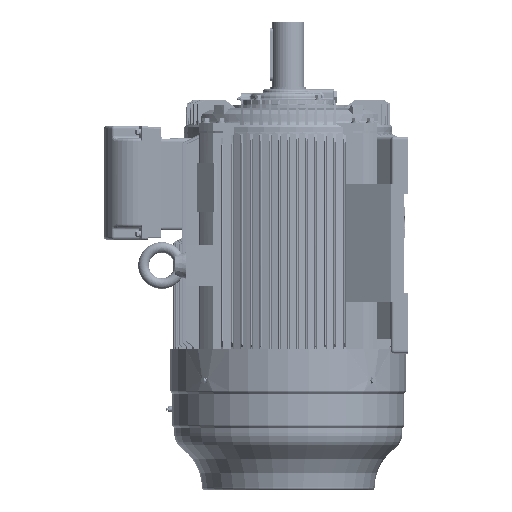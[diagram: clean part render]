
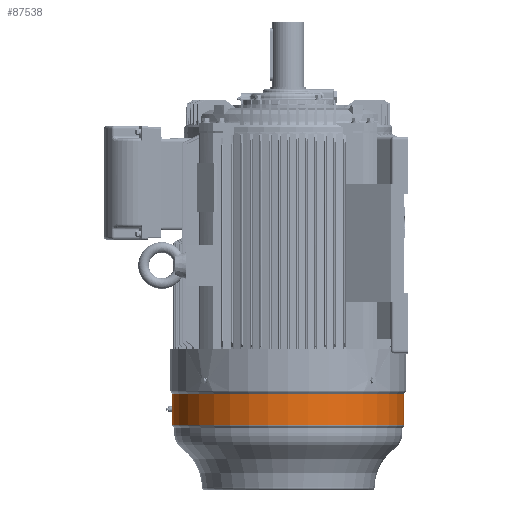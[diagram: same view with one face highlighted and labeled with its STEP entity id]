
A CAD part, left-side view. The second image highlights one B-rep face of the part: STEP entity #87538.
In plain terms, the highlighted cylindrical face has radius 305 mm (diameter 610 mm), a partial arc.
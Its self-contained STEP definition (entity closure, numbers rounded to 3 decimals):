
#16101 = CARTESIAN_POINT ( 'NONE',  ( 0., 0., 0. ) ) ;
#16102 = DIRECTION ( 'NONE',  ( -1., 0., 0. ) ) ;
#16103 = DIRECTION ( 'NONE',  ( 0., 0., 1. ) ) ;
#33826 = AXIS2_PLACEMENT_3D ( 'NONE', #77785, #77786, #77787 ) ;
#33837 = AXIS2_PLACEMENT_3D ( 'NONE', #77770, #77774, #77775 ) ;
#33903 = VECTOR ( 'NONE', #78173, 1000. ) ;
#33905 = VECTOR ( 'NONE', #78178, 1000. ) ;
#33906 = VECTOR ( 'NONE', #78271, 1000. ) ;
#34175 = CARTESIAN_POINT ( 'NONE',  ( 172., 0., 305. ) ) ;
#34176 = CARTESIAN_POINT ( 'NONE',  ( 142., 0., 305. ) ) ;
#34215 = CARTESIAN_POINT ( 'NONE',  ( 116.687, 0., 305. ) ) ;
#34216 = CARTESIAN_POINT ( 'NONE',  ( 116.687, 0., -305. ) ) ;
#34219 = CARTESIAN_POINT ( 'NONE',  ( 199.636, 0., -305. ) ) ;
#34220 = CARTESIAN_POINT ( 'NONE',  ( 199.636, 0., 305. ) ) ;
#38984 = CIRCLE ( 'NONE', #33837, 305. ) ;
#38987 = CIRCLE ( 'NONE', #33826, 305. ) ;
#59056 = B_SPLINE_CURVE_WITH_KNOTS ( 'NONE', 3,
 ( #78162, #78180, #78182, #78183, #78185, #78187, #78189, #78190, #78192, #78194, #78196, #78198, #78199, #78201, #78203, #78205, #78207, #78208, #78210, #78212, #78214, #78215, #78217, #78219, #78221, #78222, #78224, #78226, #78228, #78230, #78231, #78233, #78235, #78237, #78239, #78240, #78242, #78244, #78246, #78247, #78249, #78251, #78253, #78254, #78256, #78258, #78260, #78262, #78263 ),
 .UNSPECIFIED., .F., .F.,
 ( 4, 2, 2, 2, 2, 2, 2, 2, 2, 1, 2, 2, 2, 2, 2, 2, 2, 2, 2, 2, 2, 2, 2, 2, 4 ),
 ( 0., 0.003, 0.004, 0.006, 0.009, 0.01, 0.012, 0.015, 0.016, 0.018, 0.019, 0.021, 0.023, 0.025, 0.026, 0.029, 0.031, 0.032, 0.035, 0.038, 0.04, 0.041, 0.044, 0.045, 0.047 ),
 .UNSPECIFIED. ) ;
#77770 = CARTESIAN_POINT ( 'NONE',  ( 116.687, 0., 0. ) ) ;
#77774 = DIRECTION ( 'NONE',  ( -1., 0., 0. ) ) ;
#77775 = DIRECTION ( 'NONE',  ( 0., 0., 1. ) ) ;
#77785 = CARTESIAN_POINT ( 'NONE',  ( 199.636, 0., 0. ) ) ;
#77786 = DIRECTION ( 'NONE',  ( -1., 0., 0. ) ) ;
#77787 = DIRECTION ( 'NONE',  ( 0., 0., 1. ) ) ;
#78162 = CARTESIAN_POINT ( 'NONE',  ( 172., 0., 305. ) ) ;
#78169 = LINE ( 'NONE', #78171, #33903 ) ;
#78171 = CARTESIAN_POINT ( 'NONE',  ( 0., 0., -305. ) ) ;
#78173 = DIRECTION ( 'NONE',  ( -1., 0., 0. ) ) ;
#78175 = LINE ( 'NONE', #78176, #33905 ) ;
#78176 = CARTESIAN_POINT ( 'NONE',  ( 0., 0., 305. ) ) ;
#78178 = DIRECTION ( 'NONE',  ( -1., 0., 0. ) ) ;
#78180 = CARTESIAN_POINT ( 'NONE',  ( 172., 0.991, 305. ) ) ;
#78182 = CARTESIAN_POINT ( 'NONE',  ( 171.903, 1.966, 304.995 ) ) ;
#78183 = CARTESIAN_POINT ( 'NONE',  ( 171.617, 3.404, 304.981 ) ) ;
#78185 = CARTESIAN_POINT ( 'NONE',  ( 171.498, 3.879, 304.976 ) ) ;
#78187 = CARTESIAN_POINT ( 'NONE',  ( 171.212, 4.822, 304.962 ) ) ;
#78189 = CARTESIAN_POINT ( 'NONE',  ( 171.045, 5.29, 304.954 ) ) ;
#78190 = CARTESIAN_POINT ( 'NONE',  ( 170.48, 6.653, 304.929 ) ) ;
#78192 = CARTESIAN_POINT ( 'NONE',  ( 170.019, 7.514, 304.909 ) ) ;
#78194 = CARTESIAN_POINT ( 'NONE',  ( 169.202, 8.737, 304.875 ) ) ;
#78196 = CARTESIAN_POINT ( 'NONE',  ( 168.908, 9.135, 304.863 ) ) ;
#78198 = CARTESIAN_POINT ( 'NONE',  ( 168.281, 9.899, 304.84 ) ) ;
#78199 = CARTESIAN_POINT ( 'NONE',  ( 167.951, 10.263, 304.827 ) ) ;
#78201 = CARTESIAN_POINT ( 'NONE',  ( 166.913, 11.3, 304.791 ) ) ;
#78203 = CARTESIAN_POINT ( 'NONE',  ( 166.157, 11.921, 304.767 ) ) ;
#78205 = CARTESIAN_POINT ( 'NONE',  ( 164.927, 12.744, 304.734 ) ) ;
#78207 = CARTESIAN_POINT ( 'NONE',  ( 164.501, 12.999, 304.723 ) ) ;
#78208 = CARTESIAN_POINT ( 'NONE',  ( 163.635, 13.462, 304.703 ) ) ;
#78210 = CARTESIAN_POINT ( 'NONE',  ( 162.751, 13.88, 304.684 ) ) ;
#78212 = CARTESIAN_POINT ( 'NONE',  ( 161.83, 14.209, 304.669 ) ) ;
#78214 = CARTESIAN_POINT ( 'NONE',  ( 160.891, 14.495, 304.655 ) ) ;
#78215 = CARTESIAN_POINT ( 'NONE',  ( 160.41, 14.616, 304.65 ) ) ;
#78217 = CARTESIAN_POINT ( 'NONE',  ( 158.957, 14.904, 304.636 ) ) ;
#78219 = CARTESIAN_POINT ( 'NONE',  ( 157.984, 15., 304.631 ) ) ;
#78221 = CARTESIAN_POINT ( 'NONE',  ( 156.516, 15., 304.631 ) ) ;
#78222 = CARTESIAN_POINT ( 'NONE',  ( 156.026, 14.976, 304.632 ) ) ;
#78224 = CARTESIAN_POINT ( 'NONE',  ( 155.042, 14.88, 304.637 ) ) ;
#78226 = CARTESIAN_POINT ( 'NONE',  ( 154.552, 14.807, 304.64 ) ) ;
#78228 = CARTESIAN_POINT ( 'NONE',  ( 153.109, 14.52, 304.654 ) ) ;
#78230 = CARTESIAN_POINT ( 'NONE',  ( 152.174, 14.236, 304.668 ) ) ;
#78231 = CARTESIAN_POINT ( 'NONE',  ( 150.812, 13.673, 304.693 ) ) ;
#78233 = CARTESIAN_POINT ( 'NONE',  ( 150.362, 13.46, 304.703 ) ) ;
#78235 = CARTESIAN_POINT ( 'NONE',  ( 149.493, 12.996, 304.723 ) ) ;
#78237 = CARTESIAN_POINT ( 'NONE',  ( 149.073, 12.744, 304.734 ) ) ;
#78239 = CARTESIAN_POINT ( 'NONE',  ( 147.854, 11.929, 304.767 ) ) ;
#78240 = CARTESIAN_POINT ( 'NONE',  ( 147.096, 11.309, 304.791 ) ) ;
#78242 = CARTESIAN_POINT ( 'NONE',  ( 145.695, 9.909, 304.84 ) ) ;
#78244 = CARTESIAN_POINT ( 'NONE',  ( 145.074, 9.15, 304.864 ) ) ;
#78246 = CARTESIAN_POINT ( 'NONE',  ( 144.259, 7.932, 304.897 ) ) ;
#78247 = CARTESIAN_POINT ( 'NONE',  ( 144.007, 7.512, 304.908 ) ) ;
#78249 = CARTESIAN_POINT ( 'NONE',  ( 143.543, 6.644, 304.928 ) ) ;
#78251 = CARTESIAN_POINT ( 'NONE',  ( 143.33, 6.194, 304.937 ) ) ;
#78253 = CARTESIAN_POINT ( 'NONE',  ( 142.765, 4.831, 304.963 ) ) ;
#78254 = CARTESIAN_POINT ( 'NONE',  ( 142.482, 3.896, 304.977 ) ) ;
#78256 = CARTESIAN_POINT ( 'NONE',  ( 142.194, 2.454, 304.991 ) ) ;
#78258 = CARTESIAN_POINT ( 'NONE',  ( 142.121, 1.966, 304.994 ) ) ;
#78260 = CARTESIAN_POINT ( 'NONE',  ( 142.024, 0.981, 304.999 ) ) ;
#78262 = CARTESIAN_POINT ( 'NONE',  ( 142., 0.49, 305. ) ) ;
#78263 = CARTESIAN_POINT ( 'NONE',  ( 142., 0., 305. ) ) ;
#78267 = LINE ( 'NONE', #78269, #33906 ) ;
#78269 = CARTESIAN_POINT ( 'NONE',  ( 0., 0., 305. ) ) ;
#78271 = DIRECTION ( 'NONE',  ( -1., 0., 0. ) ) ;
#87538 = ADVANCED_FACE ( 'NONE', ( #157042 ), #157049, .T. ) ;
#91077 = VERTEX_POINT ( 'NONE', #34175 ) ;
#91079 = VERTEX_POINT ( 'NONE', #34176 ) ;
#91139 = VERTEX_POINT ( 'NONE', #34215 ) ;
#91141 = VERTEX_POINT ( 'NONE', #34216 ) ;
#91146 = VERTEX_POINT ( 'NONE', #34219 ) ;
#91147 = VERTEX_POINT ( 'NONE', #34220 ) ;
#101247 = EDGE_LOOP ( 'NONE', ( #104990, #104992, #104991, #104993, #104995, #104994 ) ) ;
#104990 = ORIENTED_EDGE ( 'NONE', *, *, #105747, .T. ) ;
#104991 = ORIENTED_EDGE ( 'NONE', *, *, #105741, .F. ) ;
#104992 = ORIENTED_EDGE ( 'NONE', *, *, #105900, .T. ) ;
#104993 = ORIENTED_EDGE ( 'NONE', *, *, #105903, .F. ) ;
#104994 = ORIENTED_EDGE ( 'NONE', *, *, #105908, .F. ) ;
#104995 = ORIENTED_EDGE ( 'NONE', *, *, #105905, .F. ) ;
#105741 = EDGE_CURVE ( 'NONE', #91139, #91141, #38984, .T. ) ;
#105747 = EDGE_CURVE ( 'NONE', #91147, #91146, #38987, .T. ) ;
#105900 = EDGE_CURVE ( 'NONE', #91146, #91141, #78169, .T. ) ;
#105903 = EDGE_CURVE ( 'NONE', #91079, #91139, #78175, .T. ) ;
#105905 = EDGE_CURVE ( 'NONE', #91077, #91079, #59056, .T. ) ;
#105908 = EDGE_CURVE ( 'NONE', #91147, #91077, #78267, .T. ) ;
#157042 = FACE_OUTER_BOUND ( 'NONE', #101247, .T. ) ;
#157047 = AXIS2_PLACEMENT_3D ( 'NONE', #16101, #16102, #16103 ) ;
#157049 = CYLINDRICAL_SURFACE ( 'NONE', #157047, 305. ) ;
